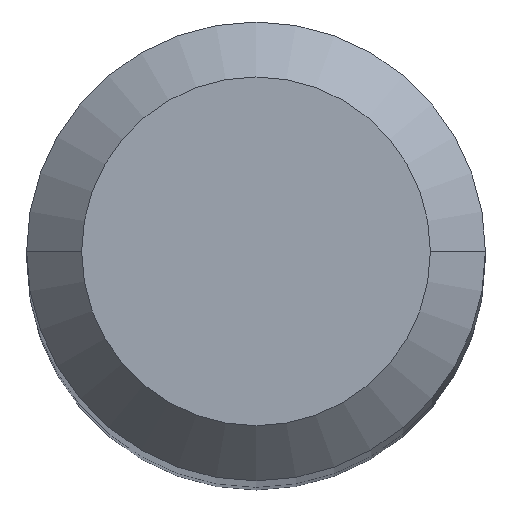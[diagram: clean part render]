
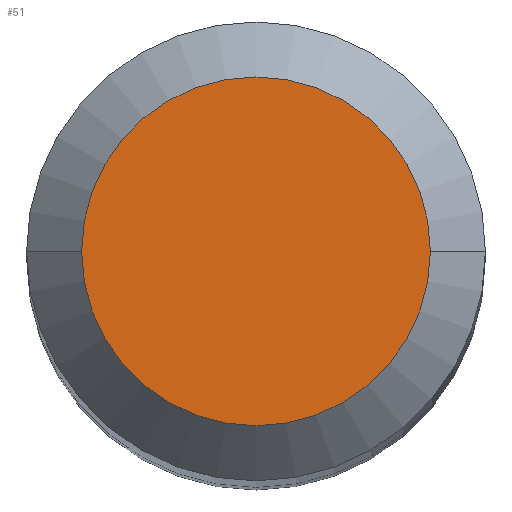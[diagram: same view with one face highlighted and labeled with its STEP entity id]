
A CAD part, top view. The second image highlights one B-rep face of the part: STEP entity #51.
In plain terms, the highlighted planar face has unit normal (0, 0, 1).
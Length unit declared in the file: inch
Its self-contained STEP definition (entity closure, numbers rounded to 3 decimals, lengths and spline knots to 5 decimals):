
#2 = DIRECTION ( 'NONE',  ( 1., 0., 0. ) ) ;
#4 = CIRCLE ( 'NONE', #304, 0.0475 ) ;
#41 = DIRECTION ( 'NONE',  ( 0., 0., 1. ) ) ;
#47 = CARTESIAN_POINT ( 'NONE',  ( 0., 0., 1.5 ) ) ;
#50 = DIRECTION ( 'NONE',  ( 1., 0., 0. ) ) ;
#51 = ADVANCED_FACE ( 'NONE', ( #264 ), #140, .T. ) ;
#60 = DIRECTION ( 'NONE',  ( 0., 0., 1. ) ) ;
#64 = EDGE_LOOP ( 'NONE', ( #208, #86 ) ) ;
#73 = VERTEX_POINT ( 'NONE', #297 ) ;
#78 = AXIS2_PLACEMENT_3D ( 'NONE', #101, #60, #2 ) ;
#86 = ORIENTED_EDGE ( 'NONE', *, *, #153, .T. ) ;
#101 = CARTESIAN_POINT ( 'NONE',  ( 0., 0., 1.5 ) ) ;
#105 = CIRCLE ( 'NONE', #78, 0.0475 ) ;
#115 = DIRECTION ( 'NONE',  ( 1., 0., 0. ) ) ;
#140 = PLANE ( 'NONE',  #226 ) ;
#144 = EDGE_CURVE ( 'NONE', #311, #73, #105, .T. ) ;
#153 = EDGE_CURVE ( 'NONE', #73, #311, #4, .T. ) ;
#170 = DIRECTION ( 'NONE',  ( 0., 0., 1. ) ) ;
#174 = CARTESIAN_POINT ( 'NONE',  ( -0.0475, 0., 1.5 ) ) ;
#208 = ORIENTED_EDGE ( 'NONE', *, *, #144, .T. ) ;
#226 = AXIS2_PLACEMENT_3D ( 'NONE', #47, #41, #115 ) ;
#264 = FACE_OUTER_BOUND ( 'NONE', #64, .T. ) ;
#270 = CARTESIAN_POINT ( 'NONE',  ( 0., 0., 1.5 ) ) ;
#297 = CARTESIAN_POINT ( 'NONE',  ( 0.0475, 0., 1.5 ) ) ;
#304 = AXIS2_PLACEMENT_3D ( 'NONE', #270, #170, #50 ) ;
#311 = VERTEX_POINT ( 'NONE', #174 ) ;
